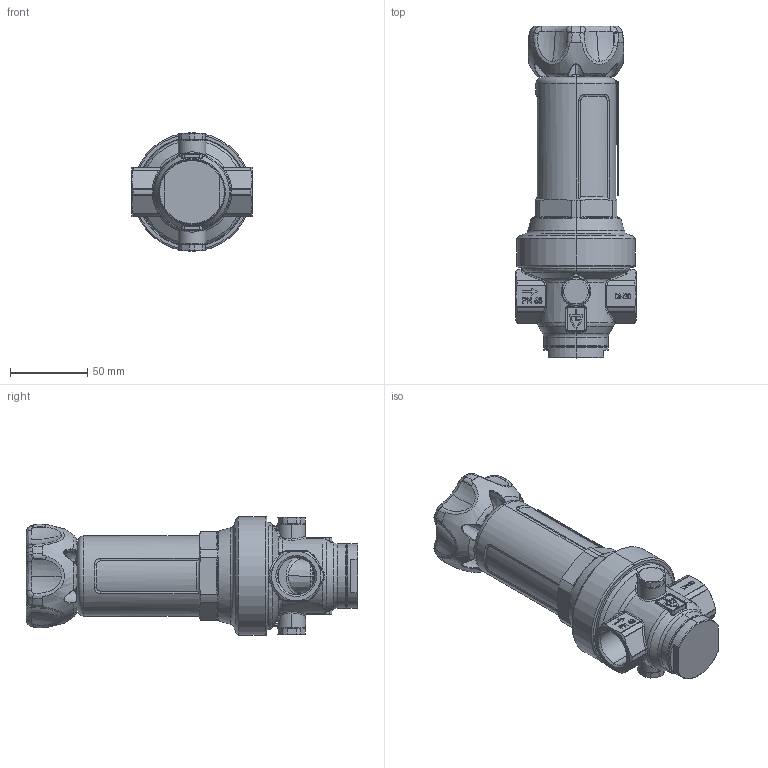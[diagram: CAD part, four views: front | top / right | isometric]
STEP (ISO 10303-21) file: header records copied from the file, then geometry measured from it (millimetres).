
FILE_DESCRIPTION (( 'STEP AP214' ), '1' );
FILE_NAME ('684-20-f+f-20+20.STEP', '2015-11-26T15:17:49', ( '' ), ( '' ), 'SwSTEP 2.0', 'SolidWorks 2014', '' );
FILE_SCHEMA (( 'AUTOMOTIVE_DESIGN' ));
Length unit declared in the file: millimetre
Products named in the file (1): 684-20-f+f-20+20
Bounding box: 78 x 215.3 x 77 mm (x, y, z)
Volume: 278842 mm3; surface area: 120043.4 mm2
Topology: 13 solids, 13 shells, 1807 faces, 4486 edges, 2742 vertices
Faces by surface type: bspline 632, plane 522, cylinder 375, cone 145, torus 129, sphere 4
Entity records: 118006 total; most frequent: CARTESIAN_POINT 60619, ORIENTED_EDGE 8902, DIRECTION 5928, EDGE_CURVE 4451, VERTEX_POINT 2742, AXIS2_PLACEMENT_3D 2179, EDGE_LOOP 1911, UNCERTAINTY_MEASURE_WITH_UNIT 1822
